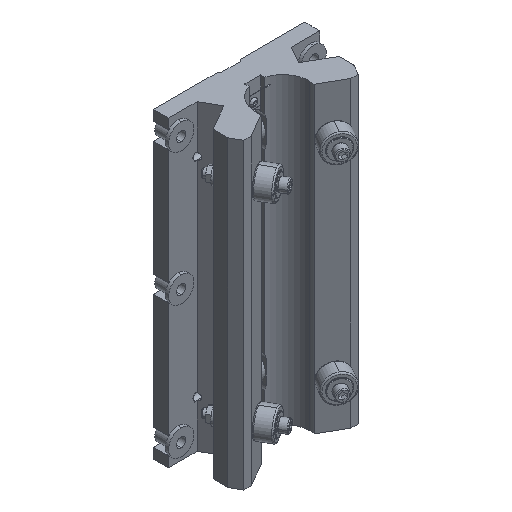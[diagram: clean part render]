
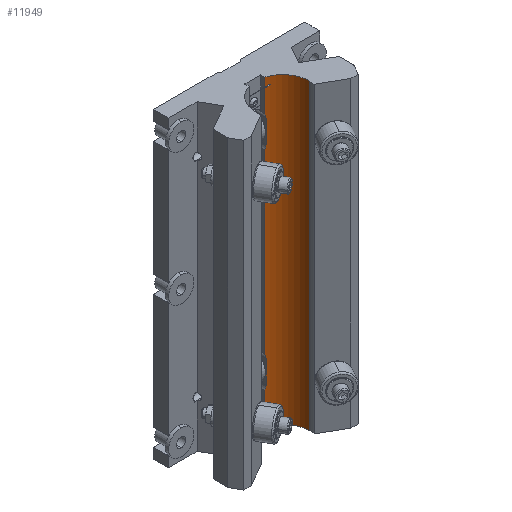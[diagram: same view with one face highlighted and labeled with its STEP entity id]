
A CAD part, isometric view. The second image highlights one B-rep face of the part: STEP entity #11949.
In plain terms, the highlighted cylindrical face has radius 27.178 mm (diameter 54.356 mm), a partial arc.
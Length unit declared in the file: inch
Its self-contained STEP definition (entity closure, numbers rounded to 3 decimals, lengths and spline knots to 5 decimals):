
#321 = EDGE_CURVE ( 'NONE', #18365, #10062, #11408, .T. ) ;
#475 = ORIENTED_EDGE ( 'NONE', *, *, #321, .F. ) ;
#803 = DIRECTION ( 'NONE',  ( 0., 0., 1. ) ) ;
#1346 = VERTEX_POINT ( 'NONE', #27355 ) ;
#1911 = CARTESIAN_POINT ( 'NONE',  ( 0.34435, 1.01308, -4.65539 ) ) ;
#1967 = DIRECTION ( 'NONE',  ( 0., 0., -1. ) ) ;
#2257 = EDGE_LOOP ( 'NONE', ( #38724, #21967, #5613, #34049, #475, #31353, #5795, #3816, #39423, #38602, #11017, #2808 ) ) ;
#2433 = VECTOR ( 'NONE', #803, 39.37008 ) ;
#2719 = CARTESIAN_POINT ( 'NONE',  ( 0., 0., -6. ) ) ;
#2808 = ORIENTED_EDGE ( 'NONE', *, *, #33224, .F. ) ;
#3208 = B_SPLINE_CURVE_WITH_KNOTS ( 'NONE', 3,
 ( #17945, #11347, #6024, #1911, #11548, #26970, #11743, #27374 ),
 .UNSPECIFIED., .F., .F.,
 ( 4, 2, 2, 4 ),
 ( 0.02386, 0.02596, 0.02701, 0.02806 ),
 .UNSPECIFIED. ) ;
#3746 = VERTEX_POINT ( 'NONE', #36527 ) ;
#3804 = CARTESIAN_POINT ( 'NONE',  ( 0.3125, 1.02335, 3.50417 ) ) ;
#3816 = ORIENTED_EDGE ( 'NONE', *, *, #9736, .F. ) ;
#4352 = CARTESIAN_POINT ( 'NONE',  ( 0.351, 1.01079, -3.664 ) ) ;
#4824 = DIRECTION ( 'NONE',  ( 0., 0., 1. ) ) ;
#5613 = ORIENTED_EDGE ( 'NONE', *, *, #28636, .F. ) ;
#5795 = ORIENTED_EDGE ( 'NONE', *, *, #33139, .F. ) ;
#5843 = VERTEX_POINT ( 'NONE', #12272 ) ;
#6024 = CARTESIAN_POINT ( 'NONE',  ( 0.33459, 1.01636, -4.6956 ) ) ;
#6082 = CIRCLE ( 'NONE', #38873, 1.07 ) ;
#6282 = CARTESIAN_POINT ( 'NONE',  ( 0.351, 1.01079, 4.586 ) ) ;
#6369 = DIRECTION ( 'NONE',  ( 0., 0., -1. ) ) ;
#6690 = CARTESIAN_POINT ( 'NONE',  ( 0.33798, 1.01522, 4.68171 ) ) ;
#6825 = CARTESIAN_POINT ( 'NONE',  ( 0., 0., -6. ) ) ;
#8111 = CARTESIAN_POINT ( 'NONE',  ( 0.33798, 1.01522, -3.56829 ) ) ;
#8446 = CARTESIAN_POINT ( 'NONE',  ( 0.3125, 1.02335, -6. ) ) ;
#8788 = VECTOR ( 'NONE', #22998, 39.37008 ) ;
#9729 = VECTOR ( 'NONE', #39870, 39.37008 ) ;
#9736 = EDGE_CURVE ( 'NONE', #3746, #1346, #33492, .T. ) ;
#9769 = CARTESIAN_POINT ( 'NONE',  ( 0.351, 1.01079, 3.664 ) ) ;
#10062 = VERTEX_POINT ( 'NONE', #13481 ) ;
#10407 = LINE ( 'NONE', #31841, #8788 ) ;
#10758 = CARTESIAN_POINT ( 'NONE',  ( 0.34769, 1.01196, -3.60855 ) ) ;
#11017 = ORIENTED_EDGE ( 'NONE', *, *, #27016, .F. ) ;
#11170 = CARTESIAN_POINT ( 'NONE',  ( 0.32427, 1.01969, -3.52894 ) ) ;
#11347 = CARTESIAN_POINT ( 'NONE',  ( 0.32506, 1.01951, -4.72127 ) ) ;
#11371 = LINE ( 'NONE', #32971, #23080 ) ;
#11372 = CARTESIAN_POINT ( 'NONE',  ( 0.3125, 1.02335, -3.50417 ) ) ;
#11408 = B_SPLINE_CURVE_WITH_KNOTS ( 'NONE', 3,
 ( #6282, #15713, #37761, #6690, #15313, #15107, #31345, #12009 ),
 .UNSPECIFIED., .F., .F.,
 ( 4, 2, 2, 4 ),
 ( 0., 0.0021, 0.00316, 0.00421 ),
 .UNSPECIFIED. ) ;
#11548 = CARTESIAN_POINT ( 'NONE',  ( 0.34685, 1.01223, -4.64162 ) ) ;
#11743 = CARTESIAN_POINT ( 'NONE',  ( 0.351, 1.01079, -4.6 ) ) ;
#11949 = ADVANCED_FACE ( 'NONE', ( #37105 ), #24353, .F. ) ;
#12009 = CARTESIAN_POINT ( 'NONE',  ( 0.3125, 1.02335, 4.74583 ) ) ;
#12272 = CARTESIAN_POINT ( 'NONE',  ( 0.3125, 1.02335, -6. ) ) ;
#13481 = CARTESIAN_POINT ( 'NONE',  ( 0.3125, 1.02335, 4.74583 ) ) ;
#13877 = AXIS2_PLACEMENT_3D ( 'NONE', #2719, #17967, #30478 ) ;
#13883 = DIRECTION ( 'NONE',  ( 1., 0., 0. ) ) ;
#13981 = DIRECTION ( 'NONE',  ( 0., 0., -1. ) ) ;
#14108 = CARTESIAN_POINT ( 'NONE',  ( 1.07, 0., -6. ) ) ;
#14268 = CARTESIAN_POINT ( 'NONE',  ( 0.33391, 1.01658, -3.55493 ) ) ;
#14330 = VERTEX_POINT ( 'NONE', #15203 ) ;
#14762 = B_SPLINE_CURVE_WITH_KNOTS ( 'NONE', 3,
 ( #3804, #28890, #28482, #32179, #16541, #38562, #19049, #9769 ),
 .UNSPECIFIED., .F., .F.,
 ( 4, 2, 2, 4 ),
 ( 0.02386, 0.02596, 0.02701, 0.02806 ),
 .UNSPECIFIED. ) ;
#14825 = DIRECTION ( 'NONE',  ( 0., 0., 1. ) ) ;
#15107 = CARTESIAN_POINT ( 'NONE',  ( 0.32427, 1.01969, 4.72106 ) ) ;
#15197 = CARTESIAN_POINT ( 'NONE',  ( 0.351, 1.01079, -6. ) ) ;
#15203 = CARTESIAN_POINT ( 'NONE',  ( 0.3125, 1.02335, 6. ) ) ;
#15313 = CARTESIAN_POINT ( 'NONE',  ( 0.33391, 1.01658, 4.69507 ) ) ;
#15713 = CARTESIAN_POINT ( 'NONE',  ( 0.351, 1.01079, 4.61403 ) ) ;
#15780 = VECTOR ( 'NONE', #14825, 39.37008 ) ;
#16541 = CARTESIAN_POINT ( 'NONE',  ( 0.34685, 1.01223, 3.60838 ) ) ;
#17945 = CARTESIAN_POINT ( 'NONE',  ( 0.3125, 1.02335, -4.74583 ) ) ;
#17967 = DIRECTION ( 'NONE',  ( 0., 0., 1. ) ) ;
#18365 = VERTEX_POINT ( 'NONE', #18656 ) ;
#18656 = CARTESIAN_POINT ( 'NONE',  ( 0.351, 1.01079, 4.586 ) ) ;
#19049 = CARTESIAN_POINT ( 'NONE',  ( 0.351, 1.01079, 3.65 ) ) ;
#19127 = VERTEX_POINT ( 'NONE', #39627 ) ;
#19378 = CIRCLE ( 'NONE', #34464, 1.07 ) ;
#19475 = EDGE_CURVE ( 'NONE', #39599, #24392, #28976, .T. ) ;
#20455 = CARTESIAN_POINT ( 'NONE',  ( 0.351, 1.01079, 3.664 ) ) ;
#21593 = LINE ( 'NONE', #15197, #30230 ) ;
#21967 = ORIENTED_EDGE ( 'NONE', *, *, #19475, .T. ) ;
#22537 = EDGE_CURVE ( 'NONE', #10062, #14330, #36620, .T. ) ;
#22998 = DIRECTION ( 'NONE',  ( 0., 0., -1. ) ) ;
#23080 = VECTOR ( 'NONE', #4824, 39.37008 ) ;
#23756 = CARTESIAN_POINT ( 'NONE',  ( 1.07, 0., 6. ) ) ;
#23766 = CARTESIAN_POINT ( 'NONE',  ( 0.31873, 1.02145, -3.51636 ) ) ;
#24353 = CYLINDRICAL_SURFACE ( 'NONE', #13877, 1.07 ) ;
#24392 = VERTEX_POINT ( 'NONE', #23756 ) ;
#24781 = EDGE_CURVE ( 'NONE', #18365, #26936, #10407, .T. ) ;
#25374 = EDGE_CURVE ( 'NONE', #27207, #3746, #35613, .T. ) ;
#25474 = VERTEX_POINT ( 'NONE', #27802 ) ;
#26936 = VERTEX_POINT ( 'NONE', #20455 ) ;
#26970 = CARTESIAN_POINT ( 'NONE',  ( 0.35017, 1.01108, -4.61392 ) ) ;
#27016 = EDGE_CURVE ( 'NONE', #25474, #19127, #3208, .T. ) ;
#27019 = CARTESIAN_POINT ( 'NONE',  ( 0., 0., 6. ) ) ;
#27207 = VERTEX_POINT ( 'NONE', #4352 ) ;
#27355 = CARTESIAN_POINT ( 'NONE',  ( 0.3125, 1.02335, 3.50417 ) ) ;
#27374 = CARTESIAN_POINT ( 'NONE',  ( 0.351, 1.01079, -4.586 ) ) ;
#27802 = CARTESIAN_POINT ( 'NONE',  ( 0.3125, 1.02335, -4.74583 ) ) ;
#28482 = CARTESIAN_POINT ( 'NONE',  ( 0.33459, 1.01636, 3.5544 ) ) ;
#28636 = EDGE_CURVE ( 'NONE', #14330, #24392, #19378, .T. ) ;
#28890 = CARTESIAN_POINT ( 'NONE',  ( 0.32506, 1.01951, 3.52873 ) ) ;
#28976 = LINE ( 'NONE', #14108, #2433 ) ;
#30230 = VECTOR ( 'NONE', #6369, 39.37008 ) ;
#30478 = DIRECTION ( 'NONE',  ( 1., 0., 0. ) ) ;
#31223 = CARTESIAN_POINT ( 'NONE',  ( 0.3125, 1.02335, -6. ) ) ;
#31345 = CARTESIAN_POINT ( 'NONE',  ( 0.31873, 1.02145, 4.73364 ) ) ;
#31353 = ORIENTED_EDGE ( 'NONE', *, *, #24781, .T. ) ;
#31841 = CARTESIAN_POINT ( 'NONE',  ( 0.351, 1.01079, -6. ) ) ;
#32179 = CARTESIAN_POINT ( 'NONE',  ( 0.34435, 1.01308, 3.59461 ) ) ;
#32295 = DIRECTION ( 'NONE',  ( 1., 0., 0. ) ) ;
#32800 = EDGE_CURVE ( 'NONE', #27207, #19127, #21593, .T. ) ;
#32971 = CARTESIAN_POINT ( 'NONE',  ( 0.3125, 1.02335, -6. ) ) ;
#33139 = EDGE_CURVE ( 'NONE', #1346, #26936, #14762, .T. ) ;
#33224 = EDGE_CURVE ( 'NONE', #5843, #25474, #11371, .T. ) ;
#33492 = LINE ( 'NONE', #31223, #9729 ) ;
#34049 = ORIENTED_EDGE ( 'NONE', *, *, #22537, .F. ) ;
#34464 = AXIS2_PLACEMENT_3D ( 'NONE', #27019, #1967, #13883 ) ;
#35613 = B_SPLINE_CURVE_WITH_KNOTS ( 'NONE', 3,
 ( #38950, #39148, #10758, #8111, #14268, #11170, #23766, #11372 ),
 .UNSPECIFIED., .F., .F.,
 ( 4, 2, 2, 4 ),
 ( 0., 0.0021, 0.00316, 0.00421 ),
 .UNSPECIFIED. ) ;
#36527 = CARTESIAN_POINT ( 'NONE',  ( 0.3125, 1.02335, -3.50417 ) ) ;
#36620 = LINE ( 'NONE', #8446, #15780 ) ;
#37105 = FACE_OUTER_BOUND ( 'NONE', #2257, .T. ) ;
#37761 = CARTESIAN_POINT ( 'NONE',  ( 0.34769, 1.01196, 4.64145 ) ) ;
#38562 = CARTESIAN_POINT ( 'NONE',  ( 0.35017, 1.01108, 3.63608 ) ) ;
#38602 = ORIENTED_EDGE ( 'NONE', *, *, #32800, .T. ) ;
#38724 = ORIENTED_EDGE ( 'NONE', *, *, #39777, .T. ) ;
#38873 = AXIS2_PLACEMENT_3D ( 'NONE', #6825, #13981, #32295 ) ;
#38950 = CARTESIAN_POINT ( 'NONE',  ( 0.351, 1.01079, -3.664 ) ) ;
#39148 = CARTESIAN_POINT ( 'NONE',  ( 0.351, 1.01079, -3.63597 ) ) ;
#39423 = ORIENTED_EDGE ( 'NONE', *, *, #25374, .F. ) ;
#39599 = VERTEX_POINT ( 'NONE', #39918 ) ;
#39627 = CARTESIAN_POINT ( 'NONE',  ( 0.351, 1.01079, -4.586 ) ) ;
#39777 = EDGE_CURVE ( 'NONE', #5843, #39599, #6082, .T. ) ;
#39870 = DIRECTION ( 'NONE',  ( 0., 0., 1. ) ) ;
#39918 = CARTESIAN_POINT ( 'NONE',  ( 1.07, 0., -6. ) ) ;
